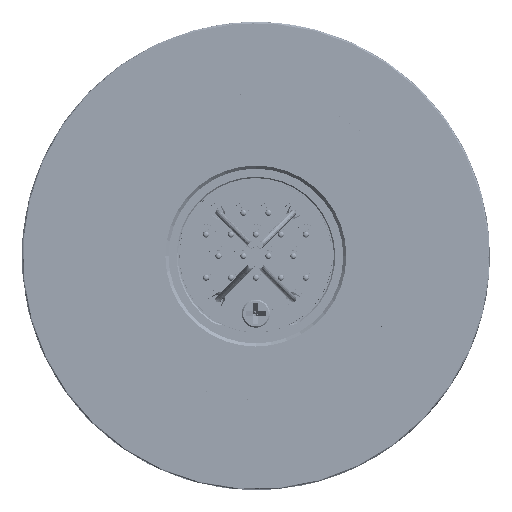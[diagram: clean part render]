
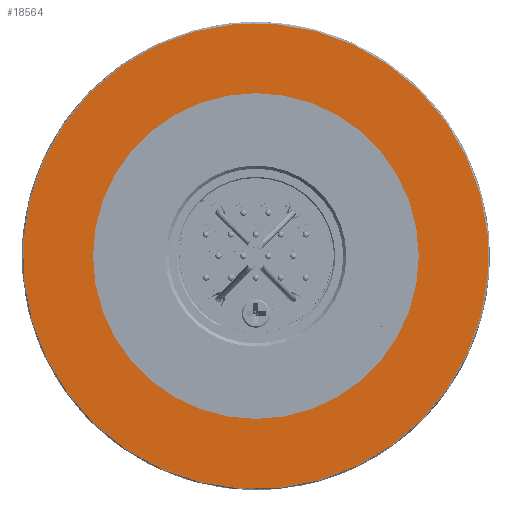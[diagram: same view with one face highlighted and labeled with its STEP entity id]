
A CAD part, top view. The second image highlights one B-rep face of the part: STEP entity #18564.
In plain terms, the highlighted planar face has unit normal (0, 0, 1).
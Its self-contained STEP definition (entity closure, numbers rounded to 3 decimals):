
#313 = EDGE_LOOP ( 'NONE', ( #15243 ) ) ;
#4944 = CARTESIAN_POINT ( 'NONE',  ( 2.9, 37.187, 0. ) ) ;
#5721 = CIRCLE ( 'NONE', #35471, 37.3 ) ;
#6543 = CARTESIAN_POINT ( 'NONE',  ( 0., 0., 0. ) ) ;
#6564 = AXIS2_PLACEMENT_3D ( 'NONE', #6543, #34541, #51284 ) ;
#8955 = EDGE_CURVE ( 'NONE', #11586, #36890, #5721, .T. ) ;
#10848 = DIRECTION ( 'NONE',  ( 0., 0., -1. ) ) ;
#11586 = VERTEX_POINT ( 'NONE', #4944 ) ;
#13887 = DIRECTION ( 'NONE',  ( -1., 0., 0. ) ) ;
#14845 = FACE_BOUND ( 'NONE', #313, .T. ) ;
#15098 = ORIENTED_EDGE ( 'NONE', *, *, #8955, .T. ) ;
#15105 = CIRCLE ( 'NONE', #33854, 26.1 ) ;
#15243 = ORIENTED_EDGE ( 'NONE', *, *, #16281, .T. ) ;
#15733 = VERTEX_POINT ( 'NONE', #27473 ) ;
#16281 = EDGE_CURVE ( 'NONE', #15733, #15733, #15105, .T. ) ;
#18564 = ADVANCED_FACE ( 'NONE', ( #35103, #14845 ), #31108, .F. ) ;
#19279 = DIRECTION ( 'NONE',  ( -1., 0., 0. ) ) ;
#20369 = DIRECTION ( 'NONE',  ( 0., 0., 1. ) ) ;
#20569 = DIRECTION ( 'NONE',  ( 0., 0., -1. ) ) ;
#24581 = CARTESIAN_POINT ( 'NONE',  ( 0., 0., 0. ) ) ;
#25635 = CARTESIAN_POINT ( 'NONE',  ( 3.058, 37.174, 0. ) ) ;
#27473 = CARTESIAN_POINT ( 'NONE',  ( -26.1, 0., 0. ) ) ;
#28441 = EDGE_LOOP ( 'NONE', ( #43506, #15098 ) ) ;
#31108 = PLANE ( 'NONE',  #47576 ) ;
#33854 = AXIS2_PLACEMENT_3D ( 'NONE', #24581, #20569, #13887 ) ;
#34541 = DIRECTION ( 'NONE',  ( 0., 0., 1. ) ) ;
#35103 = FACE_OUTER_BOUND ( 'NONE', #28441, .T. ) ;
#35471 = AXIS2_PLACEMENT_3D ( 'NONE', #52300, #20369, #19279 ) ;
#36890 = VERTEX_POINT ( 'NONE', #25635 ) ;
#43506 = ORIENTED_EDGE ( 'NONE', *, *, #51295, .T. ) ;
#46320 = DIRECTION ( 'NONE',  ( -1., 0., 0. ) ) ;
#47343 = CARTESIAN_POINT ( 'NONE',  ( 0., 0., 0. ) ) ;
#47576 = AXIS2_PLACEMENT_3D ( 'NONE', #47343, #10848, #46320 ) ;
#51284 = DIRECTION ( 'NONE',  ( -1., 0., 0. ) ) ;
#51295 = EDGE_CURVE ( 'NONE', #36890, #11586, #52495, .T. ) ;
#52300 = CARTESIAN_POINT ( 'NONE',  ( 0., 0., 0. ) ) ;
#52495 = CIRCLE ( 'NONE', #6564, 37.3 ) ;
